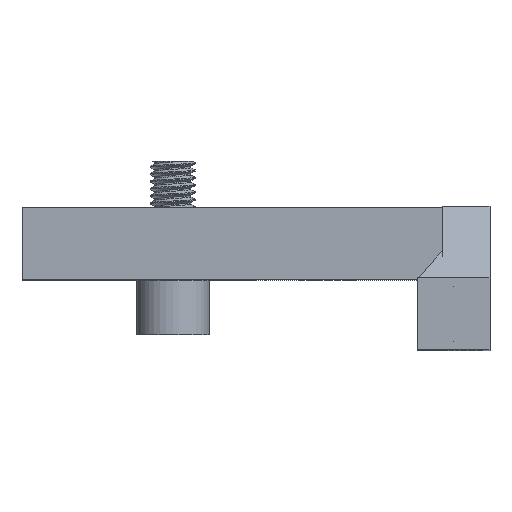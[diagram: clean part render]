
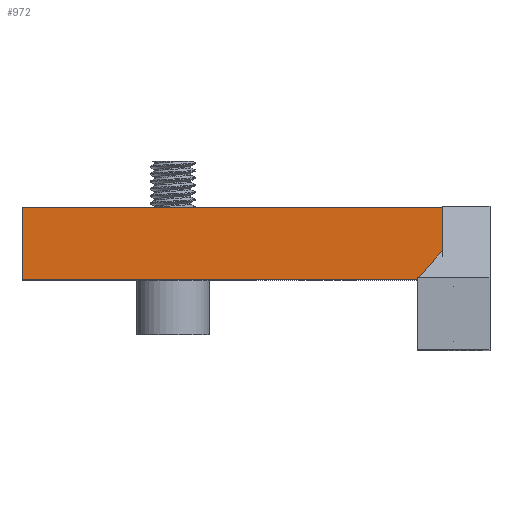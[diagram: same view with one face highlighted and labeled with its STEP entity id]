
A CAD part, top view. The second image highlights one B-rep face of the part: STEP entity #972.
In plain terms, the highlighted planar face has unit normal (0, 0, 1).
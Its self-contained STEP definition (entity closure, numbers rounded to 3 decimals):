
#149=FACE_OUTER_BOUND('',#213,.T.);
#213=EDGE_LOOP('',(#716,#717,#718,#719));
#270=LINE('',#1388,#347);
#277=LINE('',#1401,#354);
#294=LINE('',#1471,#371);
#295=LINE('',#1472,#372);
#347=VECTOR('',#1138,10.);
#354=VECTOR('',#1147,10.);
#371=VECTOR('',#1224,10.);
#372=VECTOR('',#1225,10.);
#423=VERTEX_POINT('',#1385);
#424=VERTEX_POINT('',#1387);
#429=VERTEX_POINT('',#1399);
#452=VERTEX_POINT('',#1470);
#516=EDGE_CURVE('',#424,#423,#270,.T.);
#523=EDGE_CURVE('',#429,#423,#277,.T.);
#556=EDGE_CURVE('',#452,#424,#294,.T.);
#557=EDGE_CURVE('',#452,#429,#295,.T.);
#716=ORIENTED_EDGE('',*,*,#556,.T.);
#717=ORIENTED_EDGE('',*,*,#516,.T.);
#718=ORIENTED_EDGE('',*,*,#523,.F.);
#719=ORIENTED_EDGE('',*,*,#557,.F.);
#937=PLANE('',#1073);
#972=ADVANCED_FACE('',(#149),#937,.T.);
#1073=AXIS2_PLACEMENT_3D('',#1469,#1222,#1223);
#1138=DIRECTION('',(0.,1.,0.));
#1147=DIRECTION('',(1.,0.,0.));
#1222=DIRECTION('center_axis',(0.,0.,1.));
#1223=DIRECTION('ref_axis',(1.,0.,0.));
#1224=DIRECTION('',(1.,0.,0.));
#1225=DIRECTION('',(0.,1.,0.));
#1385=CARTESIAN_POINT('',(46.,7.9,15.));
#1387=CARTESIAN_POINT('',(46.,0.,15.));
#1388=CARTESIAN_POINT('',(46.,0.,15.));
#1399=CARTESIAN_POINT('',(0.,7.9,15.));
#1401=CARTESIAN_POINT('',(0.,7.9,15.));
#1469=CARTESIAN_POINT('Origin',(0.,0.,15.));
#1470=CARTESIAN_POINT('',(0.,0.,15.));
#1471=CARTESIAN_POINT('',(0.,0.,15.));
#1472=CARTESIAN_POINT('',(0.,0.,15.));
